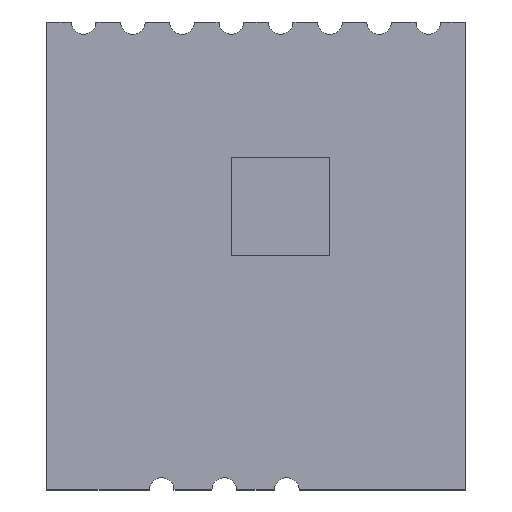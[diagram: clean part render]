
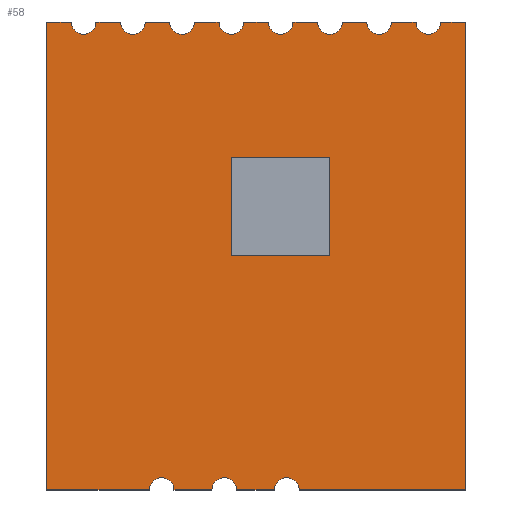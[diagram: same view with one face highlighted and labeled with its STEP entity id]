
A CAD part, top view. The second image highlights one B-rep face of the part: STEP entity #58.
In plain terms, the highlighted planar face has unit normal (0, 0, 1).
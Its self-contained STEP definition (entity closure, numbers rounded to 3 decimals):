
#58=ADVANCED_FACE('',(#355,#357),#359,.T.);
#355=FACE_BOUND('',#356,.T.);
#356=EDGE_LOOP('',(#588,#589,#590,#591,#592,#593,#594,#595,#596,#597,#598,#599,#600,
#601,#602,#603,#604,#605,#606,#607,#608,#609,#610,#611,#612,#613));
#357=FACE_BOUND('',#358,.T.);
#358=EDGE_LOOP('',(#614,#615,#616,#617));
#359=PLANE('',#360);
#360=AXIS2_PLACEMENT_3D('',#361,#362,#363);
#361=CARTESIAN_POINT('',(0.,0.,0.8));
#362=DIRECTION('',(0.,0.,1.));
#363=DIRECTION('',(-1.,0.,0.));
#588=ORIENTED_EDGE('',*,*,#768,.T.);
#589=ORIENTED_EDGE('',*,*,#769,.T.);
#590=ORIENTED_EDGE('',*,*,#770,.T.);
#591=ORIENTED_EDGE('',*,*,#771,.T.);
#592=ORIENTED_EDGE('',*,*,#772,.T.);
#593=ORIENTED_EDGE('',*,*,#773,.T.);
#594=ORIENTED_EDGE('',*,*,#774,.T.);
#595=ORIENTED_EDGE('',*,*,#775,.T.);
#596=ORIENTED_EDGE('',*,*,#776,.T.);
#597=ORIENTED_EDGE('',*,*,#777,.T.);
#598=ORIENTED_EDGE('',*,*,#778,.T.);
#599=ORIENTED_EDGE('',*,*,#779,.T.);
#600=ORIENTED_EDGE('',*,*,#780,.T.);
#601=ORIENTED_EDGE('',*,*,#781,.T.);
#602=ORIENTED_EDGE('',*,*,#782,.T.);
#603=ORIENTED_EDGE('',*,*,#783,.T.);
#604=ORIENTED_EDGE('',*,*,#784,.T.);
#605=ORIENTED_EDGE('',*,*,#785,.T.);
#606=ORIENTED_EDGE('',*,*,#786,.T.);
#607=ORIENTED_EDGE('',*,*,#787,.T.);
#608=ORIENTED_EDGE('',*,*,#788,.T.);
#609=ORIENTED_EDGE('',*,*,#789,.T.);
#610=ORIENTED_EDGE('',*,*,#790,.T.);
#611=ORIENTED_EDGE('',*,*,#791,.T.);
#612=ORIENTED_EDGE('',*,*,#792,.T.);
#613=ORIENTED_EDGE('',*,*,#793,.T.);
#614=ORIENTED_EDGE('',*,*,#794,.F.);
#615=ORIENTED_EDGE('',*,*,#795,.F.);
#616=ORIENTED_EDGE('',*,*,#796,.F.);
#617=ORIENTED_EDGE('',*,*,#797,.F.);
#768=EDGE_CURVE('',#858,#859,#860,.T.);
#769=EDGE_CURVE('',#859,#861,#862,.T.);
#770=EDGE_CURVE('',#861,#863,#864,.T.);
#771=EDGE_CURVE('',#863,#865,#866,.T.);
#772=EDGE_CURVE('',#865,#867,#868,.T.);
#773=EDGE_CURVE('',#867,#869,#870,.T.);
#774=EDGE_CURVE('',#869,#871,#872,.T.);
#775=EDGE_CURVE('',#871,#873,#874,.T.);
#776=EDGE_CURVE('',#873,#875,#876,.T.);
#777=EDGE_CURVE('',#875,#877,#878,.T.);
#778=EDGE_CURVE('',#877,#879,#880,.T.);
#779=EDGE_CURVE('',#879,#881,#882,.T.);
#780=EDGE_CURVE('',#881,#883,#884,.T.);
#781=EDGE_CURVE('',#883,#885,#886,.T.);
#782=EDGE_CURVE('',#885,#887,#888,.T.);
#783=EDGE_CURVE('',#887,#889,#890,.T.);
#784=EDGE_CURVE('',#889,#891,#892,.T.);
#785=EDGE_CURVE('',#891,#893,#894,.T.);
#786=EDGE_CURVE('',#893,#895,#896,.T.);
#787=EDGE_CURVE('',#895,#897,#898,.T.);
#788=EDGE_CURVE('',#897,#899,#900,.T.);
#789=EDGE_CURVE('',#899,#901,#902,.T.);
#790=EDGE_CURVE('',#901,#903,#904,.T.);
#791=EDGE_CURVE('',#903,#905,#906,.T.);
#792=EDGE_CURVE('',#905,#907,#908,.T.);
#793=EDGE_CURVE('',#907,#858,#909,.T.);
#794=EDGE_CURVE('',#910,#911,#912,.T.);
#795=EDGE_CURVE('',#913,#910,#914,.T.);
#796=EDGE_CURVE('',#915,#913,#916,.T.);
#797=EDGE_CURVE('',#911,#915,#917,.T.);
#858=VERTEX_POINT('',#1008);
#859=VERTEX_POINT('',#1009);
#860=LINE('',#1010,#1011);
#861=VERTEX_POINT('',#1013);
#862=CIRCLE('',#1014,0.5);
#863=VERTEX_POINT('',#1018);
#864=LINE('',#1019,#1020);
#865=VERTEX_POINT('',#1022);
#866=LINE('',#1023,#1024);
#867=VERTEX_POINT('',#1026);
#868=LINE('',#1027,#1028);
#869=VERTEX_POINT('',#1030);
#870=CIRCLE('',#1031,0.5);
#871=VERTEX_POINT('',#1035);
#872=LINE('',#1036,#1037);
#873=VERTEX_POINT('',#1039);
#874=CIRCLE('',#1040,0.5);
#875=VERTEX_POINT('',#1044);
#876=LINE('',#1045,#1046);
#877=VERTEX_POINT('',#1048);
#878=CIRCLE('',#1049,0.5);
#879=VERTEX_POINT('',#1053);
#880=LINE('',#1054,#1055);
#881=VERTEX_POINT('',#1057);
#882=LINE('',#1058,#1059);
#883=VERTEX_POINT('',#1061);
#884=LINE('',#1062,#1063);
#885=VERTEX_POINT('',#1065);
#886=CIRCLE('',#1066,0.5);
#887=VERTEX_POINT('',#1070);
#888=LINE('',#1071,#1072);
#889=VERTEX_POINT('',#1074);
#890=CIRCLE('',#1075,0.5);
#891=VERTEX_POINT('',#1079);
#892=LINE('',#1080,#1081);
#893=VERTEX_POINT('',#1083);
#894=CIRCLE('',#1084,0.5);
#895=VERTEX_POINT('',#1088);
#896=LINE('',#1089,#1090);
#897=VERTEX_POINT('',#1092);
#898=CIRCLE('',#1093,0.5);
#899=VERTEX_POINT('',#1097);
#900=LINE('',#1098,#1099);
#901=VERTEX_POINT('',#1101);
#902=CIRCLE('',#1102,0.5);
#903=VERTEX_POINT('',#1106);
#904=LINE('',#1107,#1108);
#905=VERTEX_POINT('',#1110);
#906=CIRCLE('',#1111,0.5);
#907=VERTEX_POINT('',#1115);
#908=LINE('',#1116,#1117);
#909=CIRCLE('',#1119,0.5);
#910=VERTEX_POINT('',#1123);
#911=VERTEX_POINT('',#1124);
#912=LINE('',#1125,#1126);
#913=VERTEX_POINT('',#1128);
#914=LINE('',#1129,#1130);
#915=VERTEX_POINT('',#1132);
#916=LINE('',#1133,#1134);
#917=LINE('',#1136,#1137);
#1008=CARTESIAN_POINT('',(-14.,0.,0.8));
#1009=CARTESIAN_POINT('',(-15.,0.,0.8));
#1010=CARTESIAN_POINT('',(-14.,0.,0.8));
#1011=VECTOR('',#1012,1.);
#1012=DIRECTION('',(-1.,0.,0.));
#1013=CARTESIAN_POINT('',(-16.,0.,0.8));
#1014=AXIS2_PLACEMENT_3D('',#1015,#1016,#1017);
#1015=CARTESIAN_POINT('',(-15.5,0.,0.8));
#1016=DIRECTION('',(0.,-0.,-1.));
#1017=DIRECTION('',(1.,0.,0.));
#1018=CARTESIAN_POINT('',(-17.,0.,0.8));
#1019=CARTESIAN_POINT('',(-16.,0.,0.8));
#1020=VECTOR('',#1021,1.);
#1021=DIRECTION('',(-1.,0.,0.));
#1022=CARTESIAN_POINT('',(-17.,-19.,0.8));
#1023=CARTESIAN_POINT('',(-17.,0.,0.8));
#1024=VECTOR('',#1025,1.);
#1025=DIRECTION('',(0.,-1.,0.));
#1026=CARTESIAN_POINT('',(-12.83,-19.,0.8));
#1027=CARTESIAN_POINT('',(-17.,-19.,0.8));
#1028=VECTOR('',#1029,1.);
#1029=DIRECTION('',(1.,0.,0.));
#1030=CARTESIAN_POINT('',(-11.83,-19.,0.8));
#1031=AXIS2_PLACEMENT_3D('',#1032,#1033,#1034);
#1032=CARTESIAN_POINT('',(-12.33,-19.,0.8));
#1033=DIRECTION('',(0.,-0.,-1.));
#1034=DIRECTION('',(-1.,0.,0.));
#1035=CARTESIAN_POINT('',(-10.29,-19.,0.8));
#1036=CARTESIAN_POINT('',(-11.83,-19.,0.8));
#1037=VECTOR('',#1038,1.);
#1038=DIRECTION('',(1.,0.,0.));
#1039=CARTESIAN_POINT('',(-9.29,-19.,0.8));
#1040=AXIS2_PLACEMENT_3D('',#1041,#1042,#1043);
#1041=CARTESIAN_POINT('',(-9.79,-19.,0.8));
#1042=DIRECTION('',(0.,-0.,-1.));
#1043=DIRECTION('',(-1.,0.,0.));
#1044=CARTESIAN_POINT('',(-7.75,-19.,0.8));
#1045=CARTESIAN_POINT('',(-9.29,-19.,0.8));
#1046=VECTOR('',#1047,1.);
#1047=DIRECTION('',(1.,0.,0.));
#1048=CARTESIAN_POINT('',(-6.75,-19.,0.8));
#1049=AXIS2_PLACEMENT_3D('',#1050,#1051,#1052);
#1050=CARTESIAN_POINT('',(-7.25,-19.,0.8));
#1051=DIRECTION('',(0.,-0.,-1.));
#1052=DIRECTION('',(-1.,0.,0.));
#1053=CARTESIAN_POINT('',(0.,-19.,0.8));
#1054=CARTESIAN_POINT('',(-6.75,-19.,0.8));
#1055=VECTOR('',#1056,1.);
#1056=DIRECTION('',(1.,0.,0.));
#1057=CARTESIAN_POINT('',(0.,0.,0.8));
#1058=CARTESIAN_POINT('',(0.,-19.,0.8));
#1059=VECTOR('',#1060,1.);
#1060=DIRECTION('',(0.,1.,0.));
#1061=CARTESIAN_POINT('',(-1.,0.,0.8));
#1062=CARTESIAN_POINT('',(0.,0.,0.8));
#1063=VECTOR('',#1064,1.);
#1064=DIRECTION('',(-1.,0.,0.));
#1065=CARTESIAN_POINT('',(-2.,0.,0.8));
#1066=AXIS2_PLACEMENT_3D('',#1067,#1068,#1069);
#1067=CARTESIAN_POINT('',(-1.5,0.,0.8));
#1068=DIRECTION('',(0.,-0.,-1.));
#1069=DIRECTION('',(1.,0.,0.));
#1070=CARTESIAN_POINT('',(-3.,0.,0.8));
#1071=CARTESIAN_POINT('',(-2.,0.,0.8));
#1072=VECTOR('',#1073,1.);
#1073=DIRECTION('',(-1.,0.,0.));
#1074=CARTESIAN_POINT('',(-4.,0.,0.8));
#1075=AXIS2_PLACEMENT_3D('',#1076,#1077,#1078);
#1076=CARTESIAN_POINT('',(-3.5,0.,0.8));
#1077=DIRECTION('',(0.,-0.,-1.));
#1078=DIRECTION('',(1.,0.,0.));
#1079=CARTESIAN_POINT('',(-5.,0.,0.8));
#1080=CARTESIAN_POINT('',(-4.,0.,0.8));
#1081=VECTOR('',#1082,1.);
#1082=DIRECTION('',(-1.,0.,0.));
#1083=CARTESIAN_POINT('',(-6.,0.,0.8));
#1084=AXIS2_PLACEMENT_3D('',#1085,#1086,#1087);
#1085=CARTESIAN_POINT('',(-5.5,0.,0.8));
#1086=DIRECTION('',(0.,-0.,-1.));
#1087=DIRECTION('',(1.,0.,0.));
#1088=CARTESIAN_POINT('',(-7.,0.,0.8));
#1089=CARTESIAN_POINT('',(-6.,0.,0.8));
#1090=VECTOR('',#1091,1.);
#1091=DIRECTION('',(-1.,0.,0.));
#1092=CARTESIAN_POINT('',(-8.,0.,0.8));
#1093=AXIS2_PLACEMENT_3D('',#1094,#1095,#1096);
#1094=CARTESIAN_POINT('',(-7.5,0.,0.8));
#1095=DIRECTION('',(0.,-0.,-1.));
#1096=DIRECTION('',(1.,0.,0.));
#1097=CARTESIAN_POINT('',(-9.,0.,0.8));
#1098=CARTESIAN_POINT('',(-8.,0.,0.8));
#1099=VECTOR('',#1100,1.);
#1100=DIRECTION('',(-1.,0.,0.));
#1101=CARTESIAN_POINT('',(-10.,0.,0.8));
#1102=AXIS2_PLACEMENT_3D('',#1103,#1104,#1105);
#1103=CARTESIAN_POINT('',(-9.5,0.,0.8));
#1104=DIRECTION('',(0.,-0.,-1.));
#1105=DIRECTION('',(1.,0.,0.));
#1106=CARTESIAN_POINT('',(-11.,0.,0.8));
#1107=CARTESIAN_POINT('',(-10.,0.,0.8));
#1108=VECTOR('',#1109,1.);
#1109=DIRECTION('',(-1.,0.,0.));
#1110=CARTESIAN_POINT('',(-12.,0.,0.8));
#1111=AXIS2_PLACEMENT_3D('',#1112,#1113,#1114);
#1112=CARTESIAN_POINT('',(-11.5,0.,0.8));
#1113=DIRECTION('',(0.,-0.,-1.));
#1114=DIRECTION('',(1.,0.,0.));
#1115=CARTESIAN_POINT('',(-13.,0.,0.8));
#1116=CARTESIAN_POINT('',(-12.,0.,0.8));
#1117=VECTOR('',#1118,1.);
#1118=DIRECTION('',(-1.,0.,0.));
#1119=AXIS2_PLACEMENT_3D('',#1120,#1121,#1122);
#1120=CARTESIAN_POINT('',(-13.5,0.,0.8));
#1121=DIRECTION('',(0.,-0.,-1.));
#1122=DIRECTION('',(1.,0.,0.));
#1123=CARTESIAN_POINT('',(-9.5,-9.5,0.8));
#1124=CARTESIAN_POINT('',(-5.5,-9.5,0.8));
#1125=CARTESIAN_POINT('',(-9.5,-9.5,0.8));
#1126=VECTOR('',#1127,1.);
#1127=DIRECTION('',(1.,0.,0.));
#1128=CARTESIAN_POINT('',(-9.5,-5.5,0.8));
#1129=CARTESIAN_POINT('',(-9.5,-5.5,0.8));
#1130=VECTOR('',#1131,1.);
#1131=DIRECTION('',(0.,-1.,0.));
#1132=CARTESIAN_POINT('',(-5.5,-5.5,0.8));
#1133=CARTESIAN_POINT('',(-5.5,-5.5,0.8));
#1134=VECTOR('',#1135,1.);
#1135=DIRECTION('',(-1.,0.,0.));
#1136=CARTESIAN_POINT('',(-5.5,-9.5,0.8));
#1137=VECTOR('',#1138,1.);
#1138=DIRECTION('',(0.,1.,0.));
